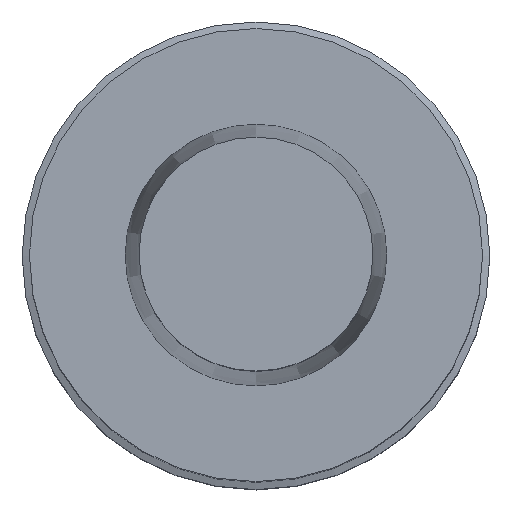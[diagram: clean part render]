
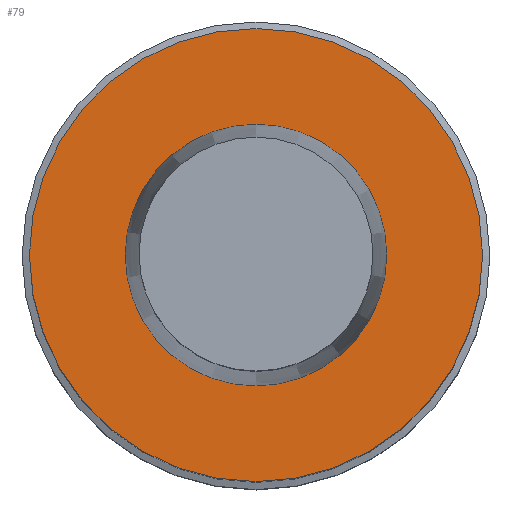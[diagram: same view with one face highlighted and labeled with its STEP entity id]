
A CAD part, top view. The second image highlights one B-rep face of the part: STEP entity #79.
In plain terms, the highlighted planar face has unit normal (0, 0, 1).
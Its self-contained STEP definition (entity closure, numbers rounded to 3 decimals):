
#79=ADVANCED_FACE('',(#96,#97),#98,.T.);
#96=FACE_OUTER_BOUND('',#121,.T.);
#97=FACE_BOUND('',#122,.T.);
#98=PLANE('',#123);
#121=EDGE_LOOP('',(#154));
#122=EDGE_LOOP('',(#155));
#123=AXIS2_PLACEMENT_3D('',#156,#157,#158);
#154=ORIENTED_EDGE('',*,*,#182,.F.);
#155=ORIENTED_EDGE('',*,*,#181,.T.);
#156=CARTESIAN_POINT('',(0.,12.225,43.0));
#157=DIRECTION('',(0.,0.,1.0));
#158=DIRECTION('',(0.,-1.0,0.));
#181=EDGE_CURVE('',#192,#192,#193,.T.);
#182=EDGE_CURVE('',#194,#194,#195,.T.);
#192=VERTEX_POINT('',#208);
#193=CIRCLE('',#209,8.95);
#194=VERTEX_POINT('',#210);
#195=CIRCLE('',#211,15.5);
#208=CARTESIAN_POINT('',(0.,8.95,43.0));
#209=AXIS2_PLACEMENT_3D('',#227,#228,#229);
#210=CARTESIAN_POINT('',(0.,15.5,43.0));
#211=AXIS2_PLACEMENT_3D('',#230,#231,#232);
#227=CARTESIAN_POINT('',(0.,0.,43.0));
#228=DIRECTION('',(0.,0.,-1.0));
#229=DIRECTION('',(0.,1.0,0.));
#230=CARTESIAN_POINT('',(0.,0.,43.0));
#231=DIRECTION('',(0.,0.,-1.0));
#232=DIRECTION('',(0.,1.0,0.));
